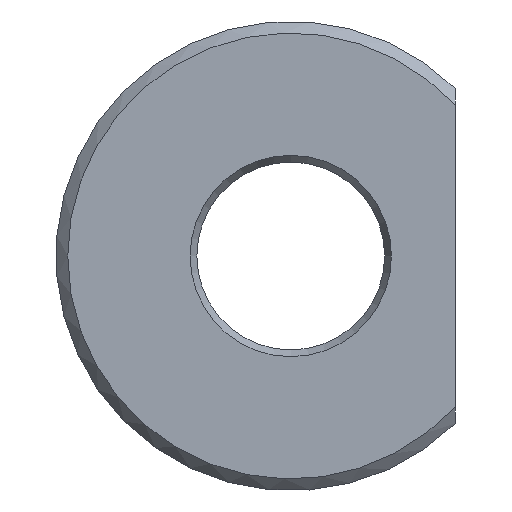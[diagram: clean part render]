
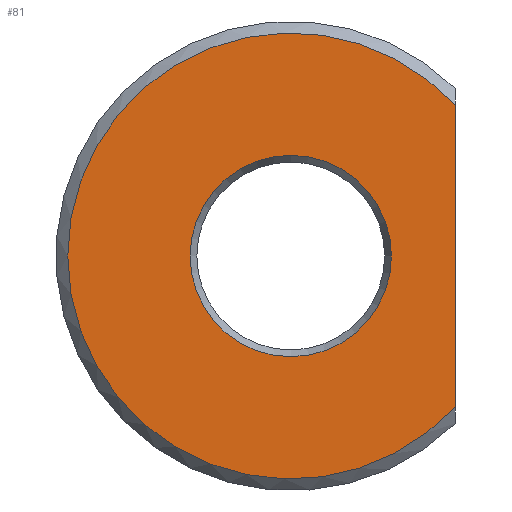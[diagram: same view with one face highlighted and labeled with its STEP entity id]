
A CAD part, left-side view. The second image highlights one B-rep face of the part: STEP entity #81.
In plain terms, the highlighted planar face has unit normal (-1, 0, 0).
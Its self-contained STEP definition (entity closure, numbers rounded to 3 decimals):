
#81=ADVANCED_FACE('',(#154,#155),#156,.F.);
#154=FACE_BOUND('',#217,.T.);
#155=FACE_OUTER_BOUND('',#218,.T.);
#156=PLANE('',#219);
#217=EDGE_LOOP('',(#319));
#218=EDGE_LOOP('',(#320,#321));
#219=AXIS2_PLACEMENT_3D('',#322,#323,#324);
#319=ORIENTED_EDGE('',*,*,#335,.T.);
#320=ORIENTED_EDGE('',*,*,#346,.F.);
#321=ORIENTED_EDGE('',*,*,#361,.T.);
#322=CARTESIAN_POINT('',(0.0,5.0,0.0));
#323=DIRECTION('',(1.0,0.0,0.0));
#324=DIRECTION('',(0.0,0.0,-1.0));
#335=EDGE_CURVE('',#375,#375,#376,.T.);
#346=EDGE_CURVE('',#395,#397,#398,.T.);
#361=EDGE_CURVE('',#395,#397,#416,.F.);
#375=VERTEX_POINT('',#434);
#376=CIRCLE('',#435,4.289);
#395=VERTEX_POINT('',#471);
#397=VERTEX_POINT('',#476);
#398=LINE('',#477,#478);
#416=CIRCLE('',#499,9.5);
#434=CARTESIAN_POINT('',(0.0,0.0,-4.289));
#435=AXIS2_PLACEMENT_3D('',#516,#517,#518);
#471=CARTESIAN_POINT('',(0.0,-7.0,6.423));
#476=CARTESIAN_POINT('',(0.0,-7.0,-6.423));
#477=CARTESIAN_POINT('',(0.0,-7.0,0.0));
#478=VECTOR('',#526,1.0);
#499=AXIS2_PLACEMENT_3D('',#548,#549,#550);
#516=CARTESIAN_POINT('',(0.0,0.0,0.0));
#517=DIRECTION('',(1.0,0.0,0.0));
#518=DIRECTION('',(0.0,0.0,-1.0));
#526=DIRECTION('',(0.0,0.,-1.0));
#548=CARTESIAN_POINT('',(0.0,0.0,0.0));
#549=DIRECTION('',(1.0,0.0,0.0));
#550=DIRECTION('',(0.0,0.0,-1.0));
